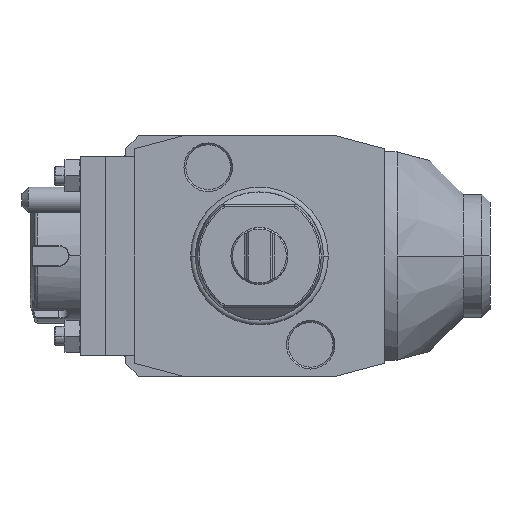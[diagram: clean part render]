
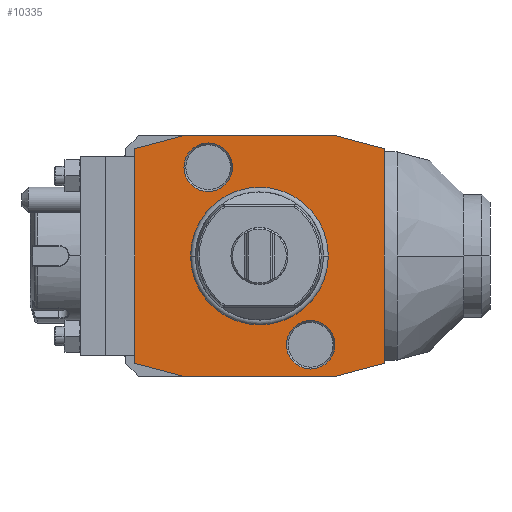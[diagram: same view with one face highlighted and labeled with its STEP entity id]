
A CAD part, front view. The second image highlights one B-rep face of the part: STEP entity #10335.
In plain terms, the highlighted planar face has unit normal (0, -1, 0).
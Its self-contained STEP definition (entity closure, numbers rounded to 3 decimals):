
#1=DIRECTION('',(-0.966,0.,0.259));
#2=VECTOR('',#1,15.529);
#3=CARTESIAN_POINT('',(39.,0.,33.481));
#4=LINE('',#3,#2);
#5=DIRECTION('',(0.,0.,1.));
#6=VECTOR('',#5,66.962);
#7=CARTESIAN_POINT('',(39.,0.,-33.481));
#8=LINE('',#7,#6);
#9=DIRECTION('',(0.966,0.,0.259));
#10=VECTOR('',#9,15.529);
#11=CARTESIAN_POINT('',(24.,0.,-37.5));
#12=LINE('',#11,#10);
#13=DIRECTION('',(1.,0.,0.));
#14=VECTOR('',#13,48.);
#15=CARTESIAN_POINT('',(-24.,0.,-37.5));
#16=LINE('',#15,#14);
#17=DIRECTION('',(0.966,0.,-0.259));
#18=VECTOR('',#17,15.529);
#19=CARTESIAN_POINT('',(-39.,0.,-33.481));
#20=LINE('',#19,#18);
#21=DIRECTION('',(0.,0.,-1.));
#22=VECTOR('',#21,66.962);
#23=CARTESIAN_POINT('',(-39.,0.,33.481));
#24=LINE('',#23,#22);
#25=DIRECTION('',(-0.966,0.,-0.259));
#26=VECTOR('',#25,15.529);
#27=CARTESIAN_POINT('',(-24.,0.,37.5));
#28=LINE('',#27,#26);
#29=DIRECTION('',(-1.,0.,0.));
#30=VECTOR('',#29,48.);
#31=CARTESIAN_POINT('',(24.,0.,37.5));
#32=LINE('',#31,#30);
#33=CARTESIAN_POINT('',(-16.,0.,27.713));
#34=DIRECTION('',(0.,1.,0.));
#35=DIRECTION('',(1.,0.,0.));
#36=AXIS2_PLACEMENT_3D('',#33,#34,#35);
#38=CARTESIAN_POINT('',(-16.,0.,27.713));
#39=DIRECTION('',(0.,1.,0.));
#40=DIRECTION('',(-1.,0.,0.));
#41=AXIS2_PLACEMENT_3D('',#38,#39,#40);
#43=CARTESIAN_POINT('',(16.,0.,-27.713));
#44=DIRECTION('',(0.,1.,0.));
#45=DIRECTION('',(1.,0.,0.));
#46=AXIS2_PLACEMENT_3D('',#43,#44,#45);
#48=CARTESIAN_POINT('',(16.,0.,-27.713));
#49=DIRECTION('',(0.,1.,0.));
#50=DIRECTION('',(-1.,0.,0.));
#51=AXIS2_PLACEMENT_3D('',#48,#49,#50);
#6712=CARTESIAN_POINT('',(0.,0.,0.));
#6713=DIRECTION('',(0.,-1.,0.));
#6714=DIRECTION('',(1.,0.,0.));
#6715=AXIS2_PLACEMENT_3D('',#6712,#6713,#6714);
#6717=CARTESIAN_POINT('',(0.,0.,0.));
#6718=DIRECTION('',(0.,-1.,0.));
#6719=DIRECTION('',(-1.,0.,0.));
#6720=AXIS2_PLACEMENT_3D('',#6717,#6718,#6719);
#9254=CARTESIAN_POINT('',(-8.423,0.,
27.713));
#9255=CARTESIAN_POINT('',(-23.577,0.,
27.713));
#9256=VERTEX_POINT('',#9254);
#9257=VERTEX_POINT('',#9255);
#9386=CARTESIAN_POINT('',(23.577,0.,
-27.713));
#9387=CARTESIAN_POINT('',(8.423,0.,
-27.713));
#9388=VERTEX_POINT('',#9386);
#9389=VERTEX_POINT('',#9387);
#10083=CARTESIAN_POINT('',(39.,0.,33.481));
#10084=CARTESIAN_POINT('',(24.,0.,37.5));
#10085=VERTEX_POINT('',#10083);
#10086=VERTEX_POINT('',#10084);
#10087=CARTESIAN_POINT('',(-24.,0.,37.5));
#10088=VERTEX_POINT('',#10087);
#10089=CARTESIAN_POINT('',(-39.,0.,33.481));
#10090=VERTEX_POINT('',#10089);
#10091=CARTESIAN_POINT('',(-39.,0.,-33.481));
#10092=VERTEX_POINT('',#10091);
#10093=CARTESIAN_POINT('',(-24.,0.,-37.5));
#10094=VERTEX_POINT('',#10093);
#10095=CARTESIAN_POINT('',(24.,0.,-37.5));
#10096=VERTEX_POINT('',#10095);
#10097=CARTESIAN_POINT('',(39.,0.,-33.481));
#10098=VERTEX_POINT('',#10097);
#10150=CARTESIAN_POINT('',(21.137,0.,0.));
#10151=CARTESIAN_POINT('',(-21.137,0.,0.));
#10152=VERTEX_POINT('',#10150);
#10153=VERTEX_POINT('',#10151);
#10294=CARTESIAN_POINT('',(0.,0.,0.));
#10295=DIRECTION('',(0.,-1.,0.));
#10296=DIRECTION('',(-1.,0.,0.));
#10297=AXIS2_PLACEMENT_3D('',#10294,#10295,#10296);
#10298=PLANE('',#10297);
#10300=ORIENTED_EDGE('',*,*,#10299,.F.);
#10302=ORIENTED_EDGE('',*,*,#10301,.F.);
#10304=ORIENTED_EDGE('',*,*,#10303,.F.);
#10306=ORIENTED_EDGE('',*,*,#10305,.F.);
#10308=ORIENTED_EDGE('',*,*,#10307,.F.);
#10310=ORIENTED_EDGE('',*,*,#10309,.F.);
#10312=ORIENTED_EDGE('',*,*,#10311,.F.);
#10314=ORIENTED_EDGE('',*,*,#10313,.F.);
#10315=EDGE_LOOP('',(#10300,#10302,#10304,#10306,#10308,#10310,#10312,#10314));
#10316=FACE_OUTER_BOUND('',#10315,.F.);
#10318=ORIENTED_EDGE('',*,*,#10317,.T.);
#10320=ORIENTED_EDGE('',*,*,#10319,.T.);
#10321=EDGE_LOOP('',(#10318,#10320));
#10322=FACE_BOUND('',#10321,.F.);
#10324=ORIENTED_EDGE('',*,*,#10323,.F.);
#10326=ORIENTED_EDGE('',*,*,#10325,.F.);
#10327=EDGE_LOOP('',(#10324,#10326));
#10328=FACE_BOUND('',#10327,.F.);
#10330=ORIENTED_EDGE('',*,*,#10329,.F.);
#10332=ORIENTED_EDGE('',*,*,#10331,.F.);
#10333=EDGE_LOOP('',(#10330,#10332));
#10334=FACE_BOUND('',#10333,.F.);
#37=CIRCLE('',#36,7.577);
#42=CIRCLE('',#41,7.577);
#47=CIRCLE('',#46,7.577);
#52=CIRCLE('',#51,7.577);
#6716=CIRCLE('',#6715,21.137);
#6721=CIRCLE('',#6720,21.137);
#10299=EDGE_CURVE('',#10085,#10086,#4,.T.);
#10301=EDGE_CURVE('',#10098,#10085,#8,.T.);
#10303=EDGE_CURVE('',#10096,#10098,#12,.T.);
#10305=EDGE_CURVE('',#10094,#10096,#16,.T.);
#10307=EDGE_CURVE('',#10092,#10094,#20,.T.);
#10309=EDGE_CURVE('',#10090,#10092,#24,.T.);
#10311=EDGE_CURVE('',#10088,#10090,#28,.T.);
#10313=EDGE_CURVE('',#10086,#10088,#32,.T.);
#10317=EDGE_CURVE('',#10152,#10153,#6716,.T.);
#10319=EDGE_CURVE('',#10153,#10152,#6721,.T.);
#10323=EDGE_CURVE('',#9256,#9257,#37,.T.);
#10325=EDGE_CURVE('',#9257,#9256,#42,.T.);
#10329=EDGE_CURVE('',#9388,#9389,#47,.T.);
#10331=EDGE_CURVE('',#9389,#9388,#52,.T.);
#10335=ADVANCED_FACE('',(#10316,#10322,#10328,#10334),#10298,.T.);
